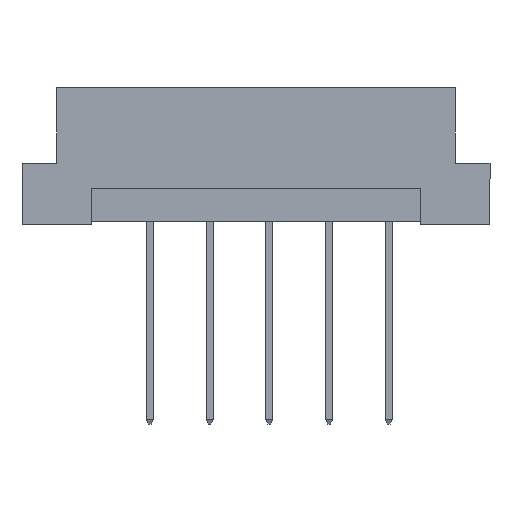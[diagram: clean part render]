
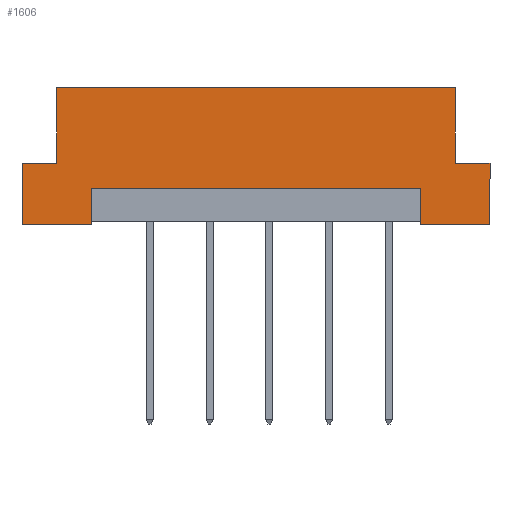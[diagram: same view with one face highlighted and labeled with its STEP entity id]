
A CAD part, front view. The second image highlights one B-rep face of the part: STEP entity #1606.
In plain terms, the highlighted planar face has unit normal (0, -1, 0).
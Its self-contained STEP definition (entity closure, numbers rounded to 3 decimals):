
#33 = CARTESIAN_POINT ( 'NONE',  ( 19.9, -4.3, 5.2 ) ) ;
#67 = VECTOR ( 'NONE', #3311, 1000. ) ;
#78 = ORIENTED_EDGE ( 'NONE', *, *, #2475, .T. ) ;
#148 = CARTESIAN_POINT ( 'NONE',  ( 16.94, -4.3, 5.2 ) ) ;
#163 = ORIENTED_EDGE ( 'NONE', *, *, #1853, .F. ) ;
#165 = LINE ( 'NONE', #2138, #4140 ) ;
#194 = EDGE_CURVE ( 'NONE', #852, #2908, #1930, .T. ) ;
#228 = ORIENTED_EDGE ( 'NONE', *, *, #4800, .T. ) ;
#240 = CARTESIAN_POINT ( 'NONE',  ( 14., -4.3, 0. ) ) ;
#272 = CARTESIAN_POINT ( 'NONE',  ( 14., -4.3, 0.2 ) ) ;
#277 = ORIENTED_EDGE ( 'NONE', *, *, #2777, .F. ) ;
#350 = CARTESIAN_POINT ( 'NONE',  ( -14., -4.3, 3. ) ) ;
#424 = ORIENTED_EDGE ( 'NONE', *, *, #2966, .T. ) ;
#438 = LINE ( 'NONE', #1188, #3815 ) ;
#442 = DIRECTION ( 'NONE',  ( 0., 0., -1. ) ) ;
#490 = VERTEX_POINT ( 'NONE', #350 ) ;
#559 = LINE ( 'NONE', #1437, #4226 ) ;
#605 = AXIS2_PLACEMENT_3D ( 'NONE', #2552, #973, #2876 ) ;
#627 = EDGE_CURVE ( 'NONE', #3356, #4241, #3520, .T. ) ;
#685 = ORIENTED_EDGE ( 'NONE', *, *, #4768, .F. ) ;
#797 = CARTESIAN_POINT ( 'NONE',  ( 14., -4.3, 3. ) ) ;
#852 = VERTEX_POINT ( 'NONE', #2934 ) ;
#874 = CARTESIAN_POINT ( 'NONE',  ( -14., -4.3, 0. ) ) ;
#894 = CARTESIAN_POINT ( 'NONE',  ( -16.94, -4.3, 5.2 ) ) ;
#973 = DIRECTION ( 'NONE',  ( 0., 1., 0. ) ) ;
#1022 = LINE ( 'NONE', #2190, #2686 ) ;
#1049 = DIRECTION ( 'NONE',  ( 0., 0., 1. ) ) ;
#1054 = ORIENTED_EDGE ( 'NONE', *, *, #3121, .F. ) ;
#1133 = CARTESIAN_POINT ( 'NONE',  ( -19.9, -4.3, 5.2 ) ) ;
#1179 = EDGE_CURVE ( 'NONE', #3356, #2714, #1402, .T. ) ;
#1188 = CARTESIAN_POINT ( 'NONE',  ( 19.9, -4.3, 11.6 ) ) ;
#1402 = LINE ( 'NONE', #4750, #67 ) ;
#1432 = ORIENTED_EDGE ( 'NONE', *, *, #1179, .T. ) ;
#1437 = CARTESIAN_POINT ( 'NONE',  ( 19.9, -4.3, 0. ) ) ;
#1447 = LINE ( 'NONE', #4155, #1816 ) ;
#1501 = VECTOR ( 'NONE', #442, 1000. ) ;
#1505 = VERTEX_POINT ( 'NONE', #3132 ) ;
#1523 = EDGE_CURVE ( 'NONE', #852, #1505, #4284, .T. ) ;
#1606 = ADVANCED_FACE ( 'NONE', ( #4834 ), #4012, .F. ) ;
#1673 = DIRECTION ( 'NONE',  ( 0., 0., -1. ) ) ;
#1816 = VECTOR ( 'NONE', #4507, 1000. ) ;
#1853 = EDGE_CURVE ( 'NONE', #4241, #4216, #3177, .T. ) ;
#1870 = VERTEX_POINT ( 'NONE', #874 ) ;
#1930 = LINE ( 'NONE', #33, #4455 ) ;
#2138 = CARTESIAN_POINT ( 'NONE',  ( -14., -4.3, 0.2 ) ) ;
#2171 = LINE ( 'NONE', #272, #2709 ) ;
#2190 = CARTESIAN_POINT ( 'NONE',  ( 19.9, -4.3, 0. ) ) ;
#2216 = CARTESIAN_POINT ( 'NONE',  ( -16.94, -4.3, 11.6 ) ) ;
#2242 = CARTESIAN_POINT ( 'NONE',  ( -16.94, -4.3, 5.2 ) ) ;
#2425 = DIRECTION ( 'NONE',  ( 0., 0., 1. ) ) ;
#2448 = VECTOR ( 'NONE', #2425, 1000. ) ;
#2475 = EDGE_CURVE ( 'NONE', #4782, #3710, #559, .T. ) ;
#2508 = VECTOR ( 'NONE', #4217, 1000. ) ;
#2552 = CARTESIAN_POINT ( 'NONE',  ( 19.9, -4.3, 11.6 ) ) ;
#2602 = CARTESIAN_POINT ( 'NONE',  ( 19.9, -4.3, 0. ) ) ;
#2686 = VECTOR ( 'NONE', #3681, 1000. ) ;
#2709 = VECTOR ( 'NONE', #1049, 1000. ) ;
#2714 = VERTEX_POINT ( 'NONE', #3606 ) ;
#2720 = DIRECTION ( 'NONE',  ( 1., 0., 0. ) ) ;
#2777 = EDGE_CURVE ( 'NONE', #490, #1870, #165, .T. ) ;
#2876 = DIRECTION ( 'NONE',  ( -1., 0., 0. ) ) ;
#2908 = VERTEX_POINT ( 'NONE', #4179 ) ;
#2934 = CARTESIAN_POINT ( 'NONE',  ( 16.94, -4.3, 5.2 ) ) ;
#2960 = ORIENTED_EDGE ( 'NONE', *, *, #627, .F. ) ;
#2966 = EDGE_CURVE ( 'NONE', #490, #4722, #1447, .T. ) ;
#3121 = EDGE_CURVE ( 'NONE', #2908, #3710, #3125, .T. ) ;
#3125 = LINE ( 'NONE', #3885, #1501 ) ;
#3128 = DIRECTION ( 'NONE',  ( 0., 0., 1. ) ) ;
#3132 = CARTESIAN_POINT ( 'NONE',  ( 16.94, -4.3, 11.6 ) ) ;
#3165 = DIRECTION ( 'NONE',  ( 1., 0., 0. ) ) ;
#3168 = VECTOR ( 'NONE', #3128, 1000. ) ;
#3177 = LINE ( 'NONE', #894, #3168 ) ;
#3311 = DIRECTION ( 'NONE',  ( 0., 0., -1. ) ) ;
#3356 = VERTEX_POINT ( 'NONE', #1133 ) ;
#3520 = LINE ( 'NONE', #3898, #2508 ) ;
#3560 = EDGE_LOOP ( 'NONE', ( #424, #4085, #78, #1054, #4819, #4690, #685, #163, #2960, #1432, #228, #277 ) ) ;
#3606 = CARTESIAN_POINT ( 'NONE',  ( -19.9, -4.3, 0. ) ) ;
#3610 = EDGE_CURVE ( 'NONE', #4782, #4722, #2171, .T. ) ;
#3681 = DIRECTION ( 'NONE',  ( 1., 0., 0. ) ) ;
#3710 = VERTEX_POINT ( 'NONE', #2602 ) ;
#3716 = DIRECTION ( 'NONE',  ( 1., 0., 0. ) ) ;
#3815 = VECTOR ( 'NONE', #2720, 1000. ) ;
#3885 = CARTESIAN_POINT ( 'NONE',  ( 19.9, -4.3, 11.6 ) ) ;
#3898 = CARTESIAN_POINT ( 'NONE',  ( -19.9, -4.3, 5.2 ) ) ;
#4012 = PLANE ( 'NONE',  #605 ) ;
#4085 = ORIENTED_EDGE ( 'NONE', *, *, #3610, .F. ) ;
#4140 = VECTOR ( 'NONE', #1673, 1000. ) ;
#4155 = CARTESIAN_POINT ( 'NONE',  ( -14., -4.3, 3. ) ) ;
#4179 = CARTESIAN_POINT ( 'NONE',  ( 19.9, -4.3, 5.2 ) ) ;
#4216 = VERTEX_POINT ( 'NONE', #2216 ) ;
#4217 = DIRECTION ( 'NONE',  ( 1., 0., 0. ) ) ;
#4226 = VECTOR ( 'NONE', #3716, 1000. ) ;
#4241 = VERTEX_POINT ( 'NONE', #2242 ) ;
#4284 = LINE ( 'NONE', #148, #2448 ) ;
#4455 = VECTOR ( 'NONE', #3165, 1000. ) ;
#4507 = DIRECTION ( 'NONE',  ( 1., 0., 0. ) ) ;
#4690 = ORIENTED_EDGE ( 'NONE', *, *, #1523, .T. ) ;
#4722 = VERTEX_POINT ( 'NONE', #797 ) ;
#4750 = CARTESIAN_POINT ( 'NONE',  ( -19.9, -4.3, 11.6 ) ) ;
#4768 = EDGE_CURVE ( 'NONE', #4216, #1505, #438, .T. ) ;
#4782 = VERTEX_POINT ( 'NONE', #240 ) ;
#4800 = EDGE_CURVE ( 'NONE', #2714, #1870, #1022, .T. ) ;
#4819 = ORIENTED_EDGE ( 'NONE', *, *, #194, .F. ) ;
#4834 = FACE_OUTER_BOUND ( 'NONE', #3560, .T. ) ;
